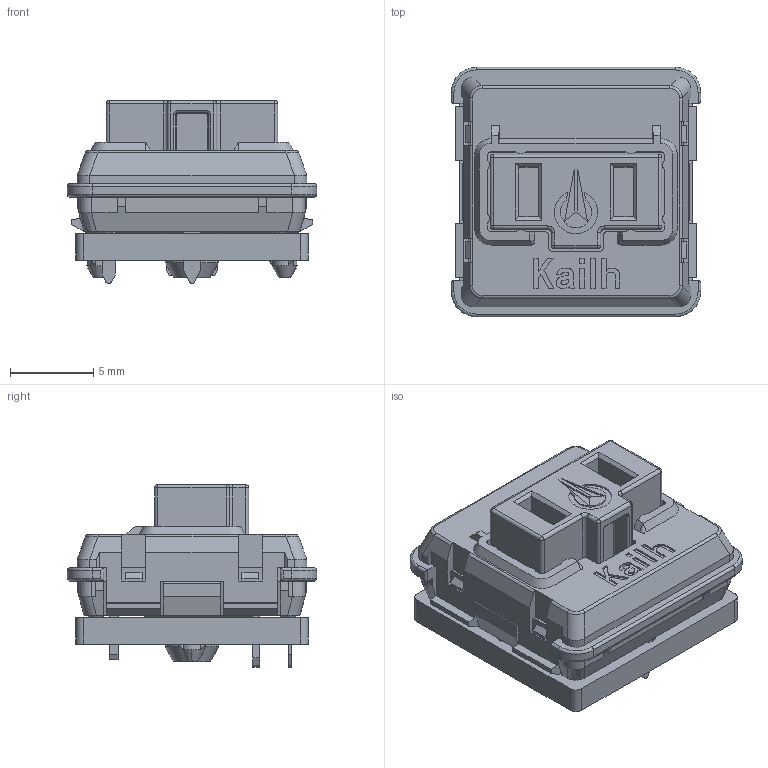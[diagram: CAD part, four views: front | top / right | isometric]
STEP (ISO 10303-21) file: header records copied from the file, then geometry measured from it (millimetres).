
FILE_DESCRIPTION(/* description */ (''),/* implementation_level */ '2;1');
FILE_NAME(/* name */ 'Kailh Choc Low Profile Switch',/* time_stamp */ '2020-07-11T00:10:51-07:00',/* author */ (''),/* organization */ (''),/* preprocessor_version */ 'ST-DEVELOPER v16.5',/* originating_system */ '',/* authorisation */ '');
FILE_SCHEMA (('AUTOMOTIVE_DESIGN'));
Length unit declared in the file: millimetre
Products named in the file (1): Document
Bounding box: 15 x 15 x 11 mm (x, y, z)
Volume: 1242.6 mm3; surface area: 2107.5 mm2
Topology: 9 solids, 9 shells, 555 faces, 1484 edges, 950 vertices
Faces by surface type: bspline 291, plane 264
Entity records: 17291 total; most frequent: CARTESIAN_POINT 8276, ORIENTED_EDGE 2958, EDGE_CURVE 1479, VERTEX_POINT 950, B_SPLINE_CURVE_WITH_KNOTS 919, EDGE_LOOP 597, ADVANCED_FACE 555, FACE_OUTER_BOUND 555
